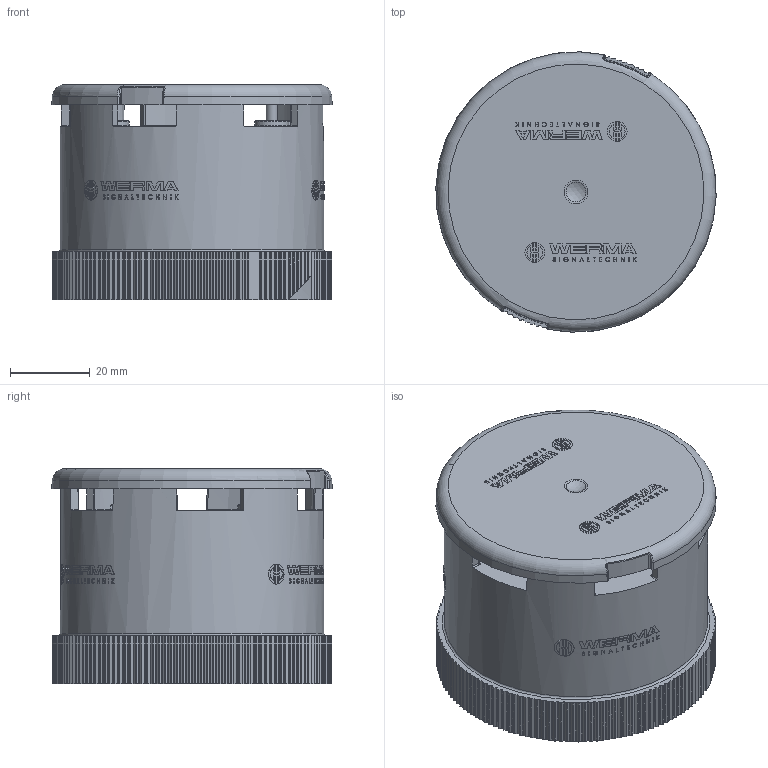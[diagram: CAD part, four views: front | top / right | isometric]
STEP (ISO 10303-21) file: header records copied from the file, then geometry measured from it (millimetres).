
FILE_DESCRIPTION(/* description */ ('Customer part'),/* implementation_level */ '2;1');
FILE_NAME(/* name */ '800000006596_PRT_000.step',/* time_stamp */ '2018-07-16T15:42:38+02:00',/* author */ ('IMPORT'),/* organization */ ('WERMA Signaltechnik GmbH+Co.KG'),/* preprocessor_version */ 'ST-DEVELOPER v17',/* originating_system */ 'Autodesk Inventor 2018',/* authorisation */ 'public');
FILE_SCHEMA (('AUTOMOTIVE_DESIGN { 1 0 10303 214 3 1 1 }'));
Length unit declared in the file: millimetre
Products named in the file (1): 800000006596
Bounding box: 70.48 x 70.49 x 54.1 mm (x, y, z)
Volume: 134113 mm3; surface area: 30134.6 mm2
Topology: 1 solids, 3 shells, 2352 faces, 6366 edges, 4126 vertices
Faces by surface type: plane 1192, cylinder 514, bspline 479, torus 79, cone 45, sphere 43
Full cylindrical faces by diameter (mm): 2.8 x2, 65.4 x1, 66.2 x1
Entity records: 123303 total; most frequent: CARTESIAN_POINT 65920, ORIENTED_EDGE 12684, DIRECTION 10209, EDGE_CURVE 6342, VERTEX_POINT 4126, AXIS2_PLACEMENT_3D 3443, LINE 3323, VECTOR 3323
